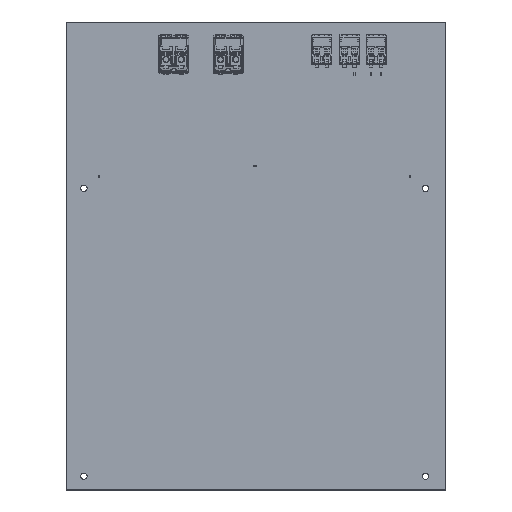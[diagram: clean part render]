
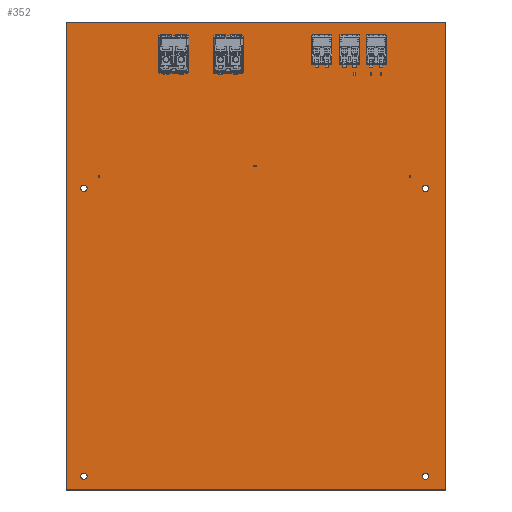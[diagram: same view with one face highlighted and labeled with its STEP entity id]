
A CAD part, top view. The second image highlights one B-rep face of the part: STEP entity #352.
In plain terms, the highlighted planar face has unit normal (0, 0, 1).
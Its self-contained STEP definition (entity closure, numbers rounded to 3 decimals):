
#79 = VERTEX_POINT('',#80);
#80 = CARTESIAN_POINT('',(0.,0.,0.));
#86 = EDGE_CURVE('',#79,#87,#89,.T.);
#87 = VERTEX_POINT('',#88);
#88 = CARTESIAN_POINT('',(0.,185.,0.));
#89 = LINE('',#90,#91);
#90 = CARTESIAN_POINT('',(0.,0.,0.));
#91 = VECTOR('',#92,1.);
#92 = DIRECTION('',(0.,1.,0.));
#117 = EDGE_CURVE('',#87,#118,#120,.T.);
#118 = VERTEX_POINT('',#119);
#119 = CARTESIAN_POINT('',(150.05,185.,0.));
#120 = LINE('',#121,#122);
#121 = CARTESIAN_POINT('',(0.,185.,0.));
#122 = VECTOR('',#123,1.);
#123 = DIRECTION('',(1.,0.,0.));
#148 = EDGE_CURVE('',#118,#149,#151,.T.);
#149 = VERTEX_POINT('',#150);
#150 = CARTESIAN_POINT('',(150.05,0.,0.));
#151 = LINE('',#152,#153);
#152 = CARTESIAN_POINT('',(150.05,185.,0.));
#153 = VECTOR('',#154,1.);
#154 = DIRECTION('',(0.,-1.,0.));
#179 = EDGE_CURVE('',#149,#79,#180,.T.);
#180 = LINE('',#181,#182);
#181 = CARTESIAN_POINT('',(150.05,0.,0.));
#182 = VECTOR('',#183,1.);
#183 = DIRECTION('',(-1.,0.,0.));
#203 = VERTEX_POINT('',#204);
#204 = CARTESIAN_POINT('',(8.25,5.45,0.));
#210 = EDGE_CURVE('',#203,#203,#211,.T.);
#211 = CIRCLE('',#212,1.25);
#212 = AXIS2_PLACEMENT_3D('',#213,#214,#215);
#213 = CARTESIAN_POINT('',(7.,5.45,0.));
#214 = DIRECTION('',(0.,0.,1.));
#215 = DIRECTION('',(1.,0.,0.));
#236 = VERTEX_POINT('',#237);
#237 = CARTESIAN_POINT('',(8.25,119.25,0.));
#243 = EDGE_CURVE('',#236,#236,#244,.T.);
#244 = CIRCLE('',#245,1.25);
#245 = AXIS2_PLACEMENT_3D('',#246,#247,#248);
#246 = CARTESIAN_POINT('',(7.,119.25,0.));
#247 = DIRECTION('',(0.,0.,1.));
#248 = DIRECTION('',(1.,0.,0.));
#269 = VERTEX_POINT('',#270);
#270 = CARTESIAN_POINT('',(143.25,5.45,0.));
#276 = EDGE_CURVE('',#269,#269,#277,.T.);
#277 = CIRCLE('',#278,1.25);
#278 = AXIS2_PLACEMENT_3D('',#279,#280,#281);
#279 = CARTESIAN_POINT('',(142.,5.45,0.));
#280 = DIRECTION('',(0.,0.,1.));
#281 = DIRECTION('',(1.,0.,0.));
#302 = VERTEX_POINT('',#303);
#303 = CARTESIAN_POINT('',(143.25,119.25,0.));
#309 = EDGE_CURVE('',#302,#302,#310,.T.);
#310 = CIRCLE('',#311,1.25);
#311 = AXIS2_PLACEMENT_3D('',#312,#313,#314);
#312 = CARTESIAN_POINT('',(142.,119.25,0.));
#313 = DIRECTION('',(0.,0.,1.));
#314 = DIRECTION('',(1.,0.,0.));
#352 = ADVANCED_FACE('',(#353,#359,#362,#365,#368),#371,.T.);
#353 = FACE_BOUND('',#354,.F.);
#354 = EDGE_LOOP('',(#355,#356,#357,#358));
#355 = ORIENTED_EDGE('',*,*,#86,.T.);
#356 = ORIENTED_EDGE('',*,*,#117,.T.);
#357 = ORIENTED_EDGE('',*,*,#148,.T.);
#358 = ORIENTED_EDGE('',*,*,#179,.T.);
#359 = FACE_BOUND('',#360,.T.);
#360 = EDGE_LOOP('',(#361));
#361 = ORIENTED_EDGE('',*,*,#210,.F.);
#362 = FACE_BOUND('',#363,.T.);
#363 = EDGE_LOOP('',(#364));
#364 = ORIENTED_EDGE('',*,*,#243,.F.);
#365 = FACE_BOUND('',#366,.T.);
#366 = EDGE_LOOP('',(#367));
#367 = ORIENTED_EDGE('',*,*,#276,.F.);
#368 = FACE_BOUND('',#369,.T.);
#369 = EDGE_LOOP('',(#370));
#370 = ORIENTED_EDGE('',*,*,#309,.F.);
#371 = PLANE('',#372);
#372 = AXIS2_PLACEMENT_3D('',#373,#374,#375);
#373 = CARTESIAN_POINT('',(0.,0.,0.));
#374 = DIRECTION('',(0.,0.,1.));
#375 = DIRECTION('',(1.,0.,0.));
